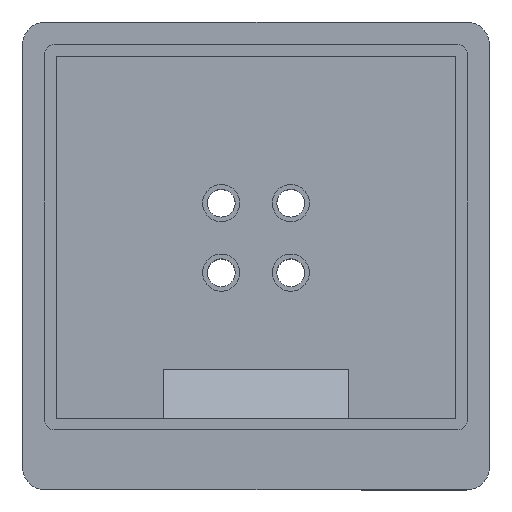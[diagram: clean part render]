
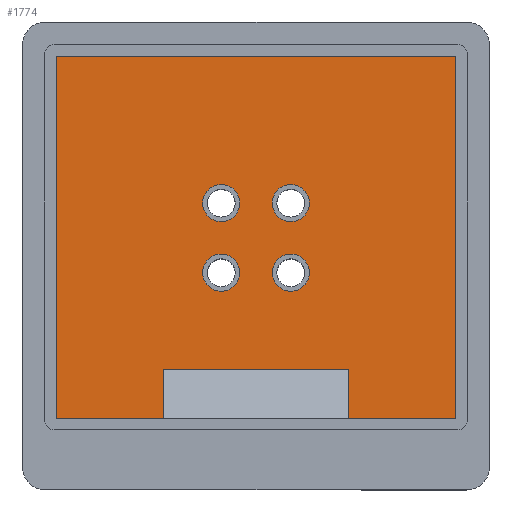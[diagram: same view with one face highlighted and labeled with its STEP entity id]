
A CAD part, top view. The second image highlights one B-rep face of the part: STEP entity #1774.
In plain terms, the highlighted planar face has unit normal (0, 0, 1).
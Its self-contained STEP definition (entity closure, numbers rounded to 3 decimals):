
#54=FACE_BOUND('',#314,.T.);
#55=FACE_BOUND('',#315,.T.);
#56=FACE_BOUND('',#316,.T.);
#57=FACE_BOUND('',#317,.T.);
#116=PLANE('',#1939);
#192=FACE_OUTER_BOUND('',#313,.T.);
#313=EDGE_LOOP('',(#1411,#1412,#1413,#1414));
#314=EDGE_LOOP('',(#1415));
#315=EDGE_LOOP('',(#1416));
#316=EDGE_LOOP('',(#1417));
#317=EDGE_LOOP('',(#1418));
#496=LINE('',#2859,#654);
#499=LINE('',#2865,#657);
#502=LINE('',#2871,#660);
#503=LINE('',#2872,#661);
#654=VECTOR('',#2289,10.);
#657=VECTOR('',#2294,10.);
#660=VECTOR('',#2299,10.);
#661=VECTOR('',#2300,10.);
#749=CIRCLE('',#1940,4.);
#750=CIRCLE('',#1941,4.);
#751=CIRCLE('',#1942,4.);
#752=CIRCLE('',#1943,4.);
#877=VERTEX_POINT('',#2855);
#879=VERTEX_POINT('',#2858);
#881=VERTEX_POINT('',#2864);
#883=VERTEX_POINT('',#2870);
#884=VERTEX_POINT('',#2873);
#885=VERTEX_POINT('',#2875);
#886=VERTEX_POINT('',#2877);
#887=VERTEX_POINT('',#2879);
#1068=EDGE_CURVE('',#879,#877,#496,.T.);
#1071=EDGE_CURVE('',#881,#879,#499,.T.);
#1074=EDGE_CURVE('',#877,#883,#502,.T.);
#1075=EDGE_CURVE('',#883,#881,#503,.T.);
#1076=EDGE_CURVE('',#884,#884,#749,.T.);
#1077=EDGE_CURVE('',#885,#885,#750,.T.);
#1078=EDGE_CURVE('',#886,#886,#751,.T.);
#1079=EDGE_CURVE('',#887,#887,#752,.T.);
#1411=ORIENTED_EDGE('',*,*,#1068,.T.);
#1412=ORIENTED_EDGE('',*,*,#1074,.T.);
#1413=ORIENTED_EDGE('',*,*,#1075,.T.);
#1414=ORIENTED_EDGE('',*,*,#1071,.T.);
#1415=ORIENTED_EDGE('',*,*,#1076,.T.);
#1416=ORIENTED_EDGE('',*,*,#1077,.T.);
#1417=ORIENTED_EDGE('',*,*,#1078,.T.);
#1418=ORIENTED_EDGE('',*,*,#1079,.T.);
#1774=ADVANCED_FACE('',(#192,#54,#55,#56,#57),#116,.T.);
#1939=AXIS2_PLACEMENT_3D('',#2869,#2297,#2298);
#1940=AXIS2_PLACEMENT_3D('',#2874,#2301,#2302);
#1941=AXIS2_PLACEMENT_3D('',#2876,#2303,#2304);
#1942=AXIS2_PLACEMENT_3D('',#2878,#2305,#2306);
#1943=AXIS2_PLACEMENT_3D('',#2880,#2307,#2308);
#2289=DIRECTION('',(-1.,0.,0.));
#2294=DIRECTION('',(0.,1.,0.));
#2297=DIRECTION('center_axis',(0.,0.,1.));
#2298=DIRECTION('ref_axis',(1.,0.,0.));
#2299=DIRECTION('',(0.,-1.,0.));
#2300=DIRECTION('',(1.,0.,0.));
#2301=DIRECTION('center_axis',(0.,0.,-1.));
#2302=DIRECTION('ref_axis',(1.,0.,0.));
#2303=DIRECTION('center_axis',(0.,0.,-1.));
#2304=DIRECTION('ref_axis',(1.,0.,0.));
#2305=DIRECTION('center_axis',(0.,0.,-1.));
#2306=DIRECTION('ref_axis',(1.,0.,0.));
#2307=DIRECTION('center_axis',(0.,0.,-1.));
#2308=DIRECTION('ref_axis',(1.,0.,0.));
#2855=CARTESIAN_POINT('',(7.5,93.5,21.5));
#2858=CARTESIAN_POINT('',(93.5,93.5,21.5));
#2859=CARTESIAN_POINT('',(28.5,93.5,21.5));
#2864=CARTESIAN_POINT('',(93.5,15.5,21.5));
#2865=CARTESIAN_POINT('',(93.5,74.5,21.5));
#2869=CARTESIAN_POINT('Origin',(50.5,54.5,21.5));
#2870=CARTESIAN_POINT('',(7.5,15.5,21.5));
#2871=CARTESIAN_POINT('',(7.5,34.5,21.5));
#2872=CARTESIAN_POINT('',(72.5,15.5,21.5));
#2873=CARTESIAN_POINT('',(39.,62.,21.5));
#2874=CARTESIAN_POINT('Origin',(43.,62.,21.5));
#2875=CARTESIAN_POINT('',(39.,47.,21.5));
#2876=CARTESIAN_POINT('Origin',(43.,47.,21.5));
#2877=CARTESIAN_POINT('',(54.,62.,21.5));
#2878=CARTESIAN_POINT('Origin',(58.,62.,21.5));
#2879=CARTESIAN_POINT('',(54.,47.,21.5));
#2880=CARTESIAN_POINT('Origin',(58.,47.,21.5));
